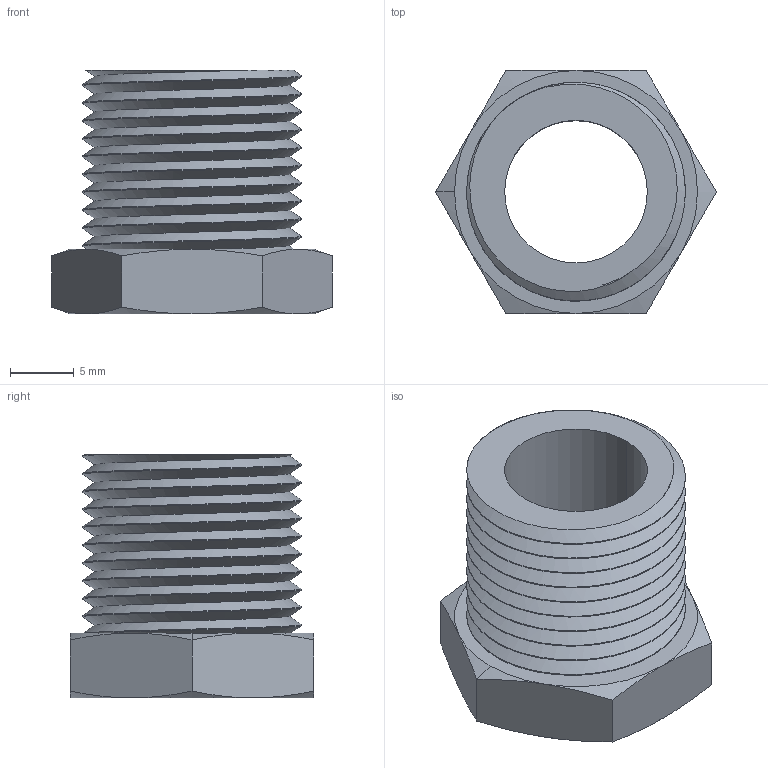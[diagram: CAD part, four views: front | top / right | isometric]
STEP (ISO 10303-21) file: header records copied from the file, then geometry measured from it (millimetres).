
FILE_DESCRIPTION (( 'STEP AP203' ), '1' );
FILE_NAME ('BFHB-38N-14N.step', '2016-02-15T20:05:10', ( '' ), ( '' ), 'SwSTEP 2.0', 'SolidWorks 2015', '' );
FILE_SCHEMA (( 'CONFIG_CONTROL_DESIGN' ));
Length unit declared in the file: inch
Products named in the file (1): BFHB-38N-14N
Bounding box: 22 x 19.05 x 19.11 mm (x, y, z)
Volume: 2626.1 mm3; surface area: 2646.7 mm2
Topology: 1 solids, 1 shells, 49 faces, 124 edges, 78 vertices
Faces by surface type: cylinder 23, cone 14, plane 10, bspline 2
Entity records: 2884 total; most frequent: CARTESIAN_POINT 1800, ORIENTED_EDGE 248, DIRECTION 169, EDGE_CURVE 124, VERTEX_POINT 78, AXIS2_PLACEMENT_3D 68, EDGE_LOOP 52, ADVANCED_FACE 49
